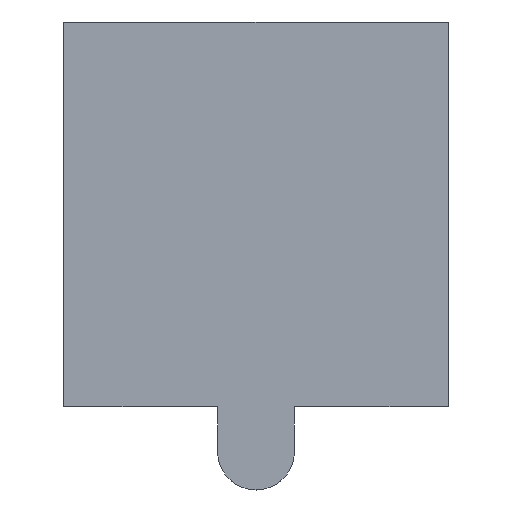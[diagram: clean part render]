
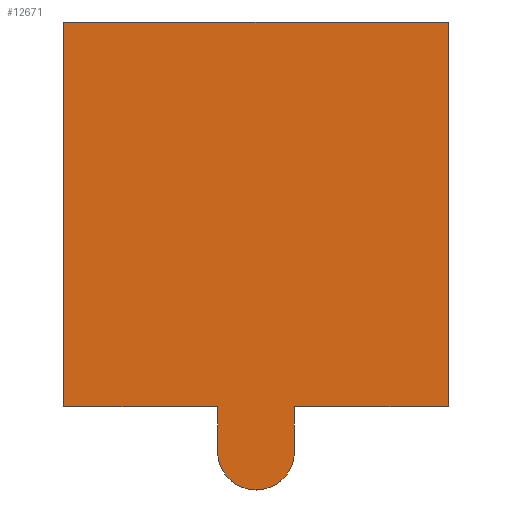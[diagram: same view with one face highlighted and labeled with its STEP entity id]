
A CAD part, top view. The second image highlights one B-rep face of the part: STEP entity #12671.
In plain terms, the highlighted planar face has unit normal (0, 0, 1).
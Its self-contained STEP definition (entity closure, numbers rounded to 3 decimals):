
#37 = LINE ( 'NONE', #6321, #18690 ) ;
#587 = AXIS2_PLACEMENT_3D ( 'NONE', #8397, #19539, #5305 ) ;
#981 = EDGE_CURVE ( 'NONE', #19540, #1092, #2403, .T. ) ;
#1092 = VERTEX_POINT ( 'NONE', #19604 ) ;
#1602 = EDGE_CURVE ( 'NONE', #3853, #19540, #19935, .T. ) ;
#1652 = ORIENTED_EDGE ( 'NONE', *, *, #2891, .F. ) ;
#2403 = LINE ( 'NONE', #19106, #17151 ) ;
#2533 = CARTESIAN_POINT ( 'NONE',  ( -3., -16., 0.15 ) ) ;
#2595 = VERTEX_POINT ( 'NONE', #5396 ) ;
#2696 = ORIENTED_EDGE ( 'NONE', *, *, #18140, .F. ) ;
#2891 = EDGE_CURVE ( 'NONE', #2595, #17797, #13873, .T. ) ;
#3031 = CARTESIAN_POINT ( 'NONE',  ( 15., -12.5, 0.15 ) ) ;
#3071 = ORIENTED_EDGE ( 'NONE', *, *, #981, .F. ) ;
#3736 = CARTESIAN_POINT ( 'NONE',  ( -15., -12.5, 0.15 ) ) ;
#3853 = VERTEX_POINT ( 'NONE', #19270 ) ;
#4032 = CARTESIAN_POINT ( 'NONE',  ( -15., 17.5, 0.15 ) ) ;
#4567 = EDGE_CURVE ( 'NONE', #1092, #8431, #13363, .T. ) ;
#4657 = VERTEX_POINT ( 'NONE', #17131 ) ;
#5019 = VECTOR ( 'NONE', #10758, 1000. ) ;
#5305 = DIRECTION ( 'NONE',  ( -1., 0., 0. ) ) ;
#5396 = CARTESIAN_POINT ( 'NONE',  ( 15., -12.5, 0.15 ) ) ;
#5463 = DIRECTION ( 'NONE',  ( 1., 0., 0. ) ) ;
#5792 = DIRECTION ( 'NONE',  ( -1., 0., 0. ) ) ;
#5942 = EDGE_CURVE ( 'NONE', #17797, #4657, #37, .T. ) ;
#5944 = ORIENTED_EDGE ( 'NONE', *, *, #4567, .F. ) ;
#6321 = CARTESIAN_POINT ( 'NONE',  ( 3., -12.5, 0.15 ) ) ;
#6537 = DIRECTION ( 'NONE',  ( 0., 0., -1. ) ) ;
#6796 = DIRECTION ( 'NONE',  ( 0., 1., 0. ) ) ;
#6831 = DIRECTION ( 'NONE',  ( -1., 0., 0. ) ) ;
#7093 = VECTOR ( 'NONE', #5463, 1000. ) ;
#7139 = EDGE_CURVE ( 'NONE', #8431, #2595, #8899, .T. ) ;
#7623 = ORIENTED_EDGE ( 'NONE', *, *, #12702, .T. ) ;
#8324 = VECTOR ( 'NONE', #17177, 1000. ) ;
#8397 = CARTESIAN_POINT ( 'NONE',  ( 0., -16., 0.15 ) ) ;
#8431 = VERTEX_POINT ( 'NONE', #11735 ) ;
#8899 = LINE ( 'NONE', #10645, #5019 ) ;
#9350 = VECTOR ( 'NONE', #17057, 1000. ) ;
#9545 = PLANE ( 'NONE',  #15663 ) ;
#10645 = CARTESIAN_POINT ( 'NONE',  ( 15., 17.5, 0.15 ) ) ;
#10758 = DIRECTION ( 'NONE',  ( 0., -1., 0. ) ) ;
#11353 = ORIENTED_EDGE ( 'NONE', *, *, #1602, .F. ) ;
#11735 = CARTESIAN_POINT ( 'NONE',  ( 15., 17.5, 0.15 ) ) ;
#12671 = ADVANCED_FACE ( 'NONE', ( #13916 ), #9545, .F. ) ;
#12702 = EDGE_CURVE ( 'NONE', #18472, #4657, #12753, .T. ) ;
#12707 = CARTESIAN_POINT ( 'NONE',  ( -3., -16., 0.15 ) ) ;
#12753 = CIRCLE ( 'NONE', #587, 3. ) ;
#13363 = LINE ( 'NONE', #4032, #7093 ) ;
#13472 = ORIENTED_EDGE ( 'NONE', *, *, #5942, .F. ) ;
#13524 = VECTOR ( 'NONE', #5792, 1000. ) ;
#13873 = LINE ( 'NONE', #3031, #13524 ) ;
#13916 = FACE_OUTER_BOUND ( 'NONE', #14962, .T. ) ;
#14962 = EDGE_LOOP ( 'NONE', ( #13472, #1652, #19181, #5944, #3071, #11353, #2696, #7623 ) ) ;
#15663 = AXIS2_PLACEMENT_3D ( 'NONE', #15755, #6537, #6831 ) ;
#15730 = DIRECTION ( 'NONE',  ( 0., -1., 0. ) ) ;
#15755 = CARTESIAN_POINT ( 'NONE',  ( 0., 0., 0.15 ) ) ;
#17057 = DIRECTION ( 'NONE',  ( -1., 0., 0. ) ) ;
#17131 = CARTESIAN_POINT ( 'NONE',  ( 3., -16., 0.15 ) ) ;
#17151 = VECTOR ( 'NONE', #6796, 1000. ) ;
#17177 = DIRECTION ( 'NONE',  ( 0., 1., 0. ) ) ;
#17797 = VERTEX_POINT ( 'NONE', #18856 ) ;
#18140 = EDGE_CURVE ( 'NONE', #18472, #3853, #20166, .T. ) ;
#18408 = CARTESIAN_POINT ( 'NONE',  ( -3., -12.5, 0.15 ) ) ;
#18472 = VERTEX_POINT ( 'NONE', #2533 ) ;
#18690 = VECTOR ( 'NONE', #15730, 1000. ) ;
#18856 = CARTESIAN_POINT ( 'NONE',  ( 3., -12.5, 0.15 ) ) ;
#19106 = CARTESIAN_POINT ( 'NONE',  ( -15., -12.5, 0.15 ) ) ;
#19181 = ORIENTED_EDGE ( 'NONE', *, *, #7139, .F. ) ;
#19270 = CARTESIAN_POINT ( 'NONE',  ( -3., -12.5, 0.15 ) ) ;
#19539 = DIRECTION ( 'NONE',  ( 0., 0., 1. ) ) ;
#19540 = VERTEX_POINT ( 'NONE', #3736 ) ;
#19604 = CARTESIAN_POINT ( 'NONE',  ( -15., 17.5, 0.15 ) ) ;
#19935 = LINE ( 'NONE', #18408, #9350 ) ;
#20166 = LINE ( 'NONE', #12707, #8324 ) ;
